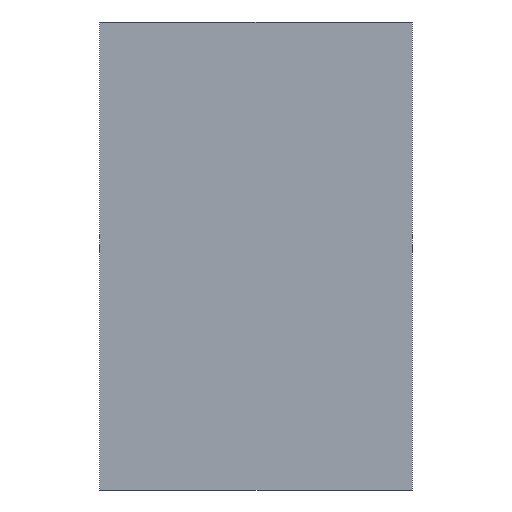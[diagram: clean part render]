
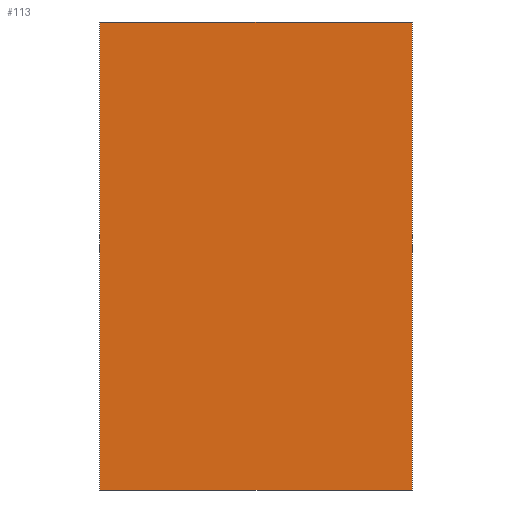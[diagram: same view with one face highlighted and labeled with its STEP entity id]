
A CAD part, front view. The second image highlights one B-rep face of the part: STEP entity #113.
In plain terms, the highlighted planar face has unit normal (0, -1, 0).
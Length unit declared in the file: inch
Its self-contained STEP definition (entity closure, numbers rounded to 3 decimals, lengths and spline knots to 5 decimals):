
#9 = VECTOR ( 'NONE', #39, 39.37008 ) ;
#16 = CARTESIAN_POINT ( 'NONE',  ( -7.97429, 11.28753, 7.54134 ) ) ;
#22 = ORIENTED_EDGE ( 'NONE', *, *, #78, .F. ) ;
#24 = LINE ( 'NONE', #191, #149 ) ;
#27 = VECTOR ( 'NONE', #168, 39.37008 ) ;
#31 = CARTESIAN_POINT ( 'NONE',  ( -7.97429, 11.28753, 19.51673 ) ) ;
#34 = ORIENTED_EDGE ( 'NONE', *, *, #188, .F. ) ;
#39 = DIRECTION ( 'NONE',  ( -1., 0., 0. ) ) ;
#48 = VECTOR ( 'NONE', #150, 39.37008 ) ;
#61 = DIRECTION ( 'NONE',  ( 0., 1., 0. ) ) ;
#62 = CARTESIAN_POINT ( 'NONE',  ( 0.02571, 11.28753, 19.51673 ) ) ;
#74 = FACE_OUTER_BOUND ( 'NONE', #184, .T. ) ;
#76 = CARTESIAN_POINT ( 'NONE',  ( -7.97429, 11.28753, 19.51673 ) ) ;
#78 = EDGE_CURVE ( 'NONE', #117, #84, #24, .T. ) ;
#79 = CARTESIAN_POINT ( 'NONE',  ( -7.97429, 11.28753, 7.54134 ) ) ;
#82 = EDGE_CURVE ( 'NONE', #84, #185, #87, .T. ) ;
#84 = VERTEX_POINT ( 'NONE', #193 ) ;
#87 = LINE ( 'NONE', #164, #9 ) ;
#91 = DIRECTION ( 'NONE',  ( -1., 0., 0. ) ) ;
#96 = AXIS2_PLACEMENT_3D ( 'NONE', #139, #61, #91 ) ;
#100 = ORIENTED_EDGE ( 'NONE', *, *, #109, .F. ) ;
#103 = LINE ( 'NONE', #76, #48 ) ;
#105 = PLANE ( 'NONE',  #96 ) ;
#107 = DIRECTION ( 'NONE',  ( 0., 0., -1. ) ) ;
#109 = EDGE_CURVE ( 'NONE', #146, #117, #103, .T. ) ;
#113 = ADVANCED_FACE ( 'NONE', ( #74 ), #105, .F. ) ;
#117 = VERTEX_POINT ( 'NONE', #62 ) ;
#128 = LINE ( 'NONE', #79, #27 ) ;
#134 = ORIENTED_EDGE ( 'NONE', *, *, #82, .F. ) ;
#139 = CARTESIAN_POINT ( 'NONE',  ( 0., 11.28753, 0. ) ) ;
#146 = VERTEX_POINT ( 'NONE', #31 ) ;
#149 = VECTOR ( 'NONE', #107, 39.37008 ) ;
#150 = DIRECTION ( 'NONE',  ( 1., 0., 0. ) ) ;
#164 = CARTESIAN_POINT ( 'NONE',  ( -7.97429, 11.28753, 7.54134 ) ) ;
#168 = DIRECTION ( 'NONE',  ( 0., 0., 1. ) ) ;
#184 = EDGE_LOOP ( 'NONE', ( #34, #134, #22, #100 ) ) ;
#185 = VERTEX_POINT ( 'NONE', #16 ) ;
#188 = EDGE_CURVE ( 'NONE', #185, #146, #128, .T. ) ;
#191 = CARTESIAN_POINT ( 'NONE',  ( 0.02571, 11.28753, 7.54134 ) ) ;
#193 = CARTESIAN_POINT ( 'NONE',  ( 0.02571, 11.28753, 7.54134 ) ) ;
